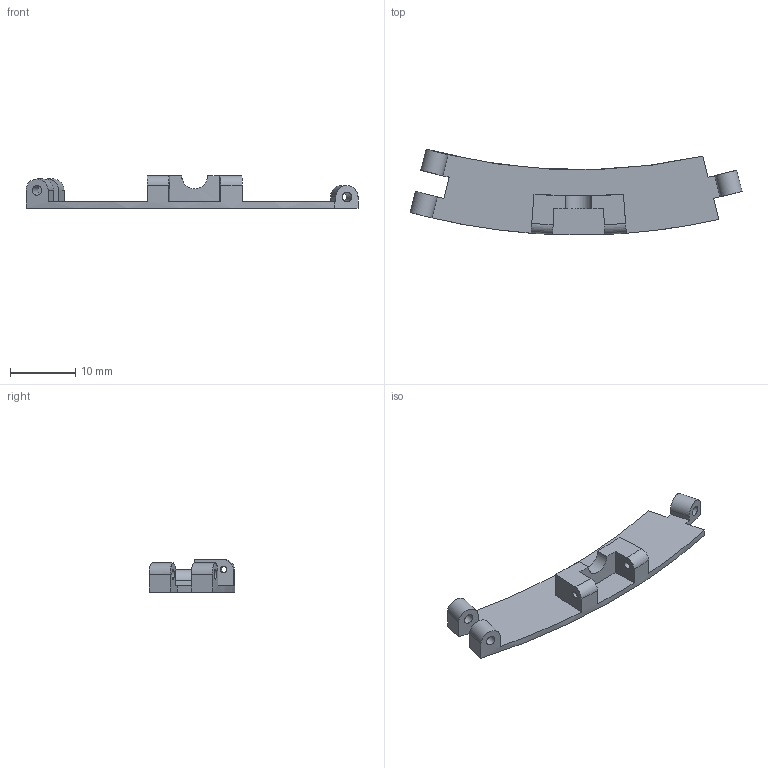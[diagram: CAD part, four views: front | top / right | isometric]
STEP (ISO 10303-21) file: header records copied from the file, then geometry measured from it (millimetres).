
FILE_DESCRIPTION(/* description */ (''),/* implementation_level */ '2;1');
FILE_NAME(/* name */ 'CP-P3v2.stp',/* time_stamp */ '2024-07-11T19:53:02+01:00',/* author */ ('thiba'),/* organization */ (''),/* preprocessor_version */ 'ST-DEVELOPER v20',/* originating_system */ 'Autodesk Inventor 2025',/* authorisation */ '');
FILE_SCHEMA (('AUTOMOTIVE_DESIGN { 1 0 10303 214 3 1 1 }'));
Length unit declared in the file: millimetre
Products named in the file (1): P3v4
Bounding box: 51.05 x 13.2 x 5 mm (x, y, z)
Volume: 731.6 mm3; surface area: 1381.4 mm2
Topology: 1 solids, 1 shells, 37 faces, 112 edges, 77 vertices
Faces by surface type: plane 18, cylinder 15, torus 4
Full cylindrical faces by diameter (mm): 1.5 x3
Entity records: 1639 total; most frequent: CARTESIAN_POINT 569, ORIENTED_EDGE 224, DIRECTION 201, EDGE_CURVE 112, VERTEX_POINT 77, AXIS2_PLACEMENT_3D 72, LINE 57, VECTOR 57
